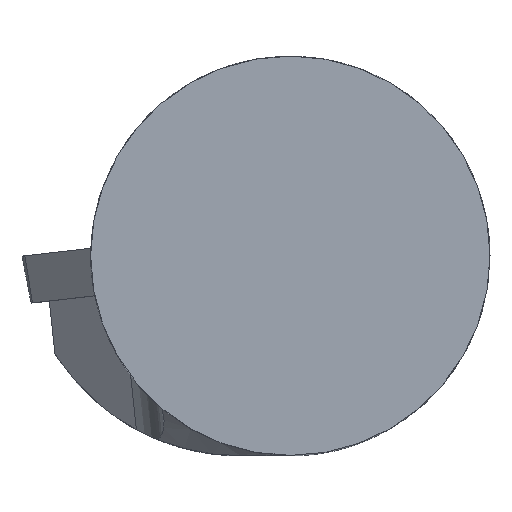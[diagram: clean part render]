
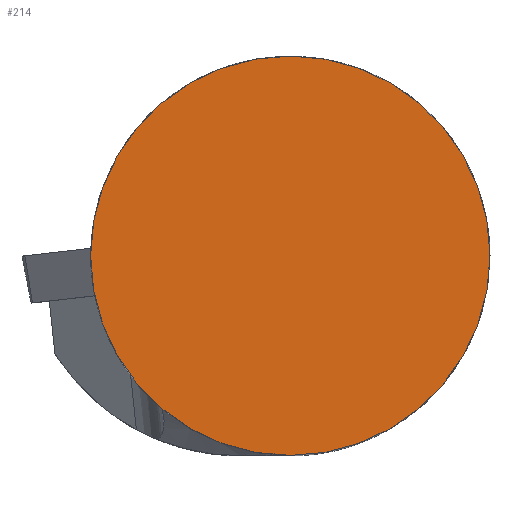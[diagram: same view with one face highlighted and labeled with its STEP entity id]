
A CAD part, top view. The second image highlights one B-rep face of the part: STEP entity #214.
In plain terms, the highlighted planar face has unit normal (0, 0, 1).
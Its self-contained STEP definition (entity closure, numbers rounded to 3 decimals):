
#214=ADVANCED_FACE('',(#297),#259,.T.);
#259=PLANE('',#1172);
#297=FACE_OUTER_BOUND('',#340,.T.);
#340=EDGE_LOOP('',(#672));
#672=ORIENTED_EDGE('',*,*,#920,.F.);
#821=VERTEX_POINT('',#1709);
#920=EDGE_CURVE('',#821,#821,#1009,.T.);
#1009=CIRCLE('',#1143,20.);
#1143=AXIS2_PLACEMENT_3D('',#1708,#1311,#1312);
#1172=AXIS2_PLACEMENT_3D('',#1784,#1393,#1394);
#1311=DIRECTION('',(0.,0.,-1.));
#1312=DIRECTION('',(1.,0.,0.));
#1393=DIRECTION('',(0.,0.,1.));
#1394=DIRECTION('',(1.,0.,0.));
#1708=CARTESIAN_POINT('',(0.,0.,0.));
#1709=CARTESIAN_POINT('',(20.,0.,0.));
#1784=CARTESIAN_POINT('',(0.,0.,0.));
